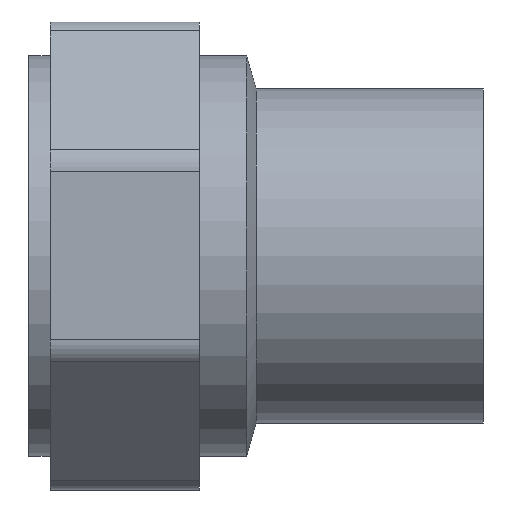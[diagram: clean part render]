
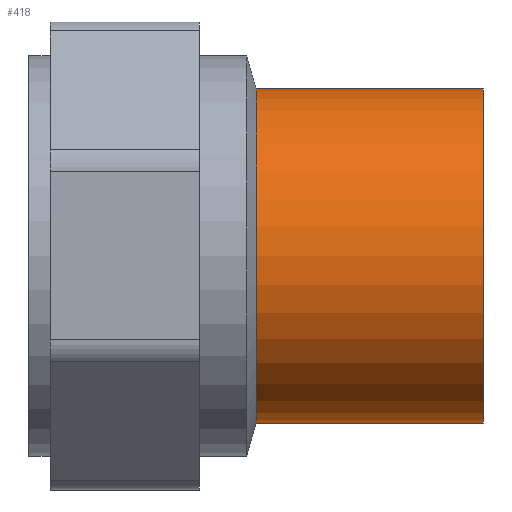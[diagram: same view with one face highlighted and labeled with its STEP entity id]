
A CAD part, top view. The second image highlights one B-rep face of the part: STEP entity #418.
In plain terms, the highlighted cylindrical face has radius 25 mm (diameter 50 mm), a partial arc.
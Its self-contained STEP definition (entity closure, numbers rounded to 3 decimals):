
#336 = VERTEX_POINT( '', #745 );
#350 = EDGE_CURVE( '', #444, #560, #760, .T. );
#394 = VERTEX_POINT( '', #811 );
#418 = ADVANCED_FACE( '', ( #838 ), #839, .T. );
#444 = VERTEX_POINT( '', #867 );
#470 = EDGE_CURVE( '', #394, #336, #895, .T. );
#554 = EDGE_CURVE( '', #336, #444, #988, .T. );
#560 = VERTEX_POINT( '', #996 );
#588 = EDGE_CURVE( '', #394, #560, #1026, .T. );
#745 = CARTESIAN_POINT( '', ( 0., -25., 0. ) );
#760 = LINE( '', #1244, #1245 );
#811 = CARTESIAN_POINT( '', ( -34., -25., 0. ) );
#838 = FACE_OUTER_BOUND( '', #1340, .T. );
#839 = CYLINDRICAL_SURFACE( '', #1341, 25. );
#867 = CARTESIAN_POINT( '', ( 0., 25., 0. ) );
#895 = LINE( '', #1421, #1422 );
#988 = CIRCLE( '', #1546, 25. );
#996 = CARTESIAN_POINT( '', ( -34., 25., 0. ) );
#1026 = CIRCLE( '', #1597, 25. );
#1244 = CARTESIAN_POINT( '', ( -17., 25., 0. ) );
#1245 = VECTOR( '', #1765, 1. );
#1340 = EDGE_LOOP( '', ( #1866, #1867, #1868, #1869 ) );
#1341 = AXIS2_PLACEMENT_3D( '', #1870, #1871, #1872 );
#1421 = CARTESIAN_POINT( '', ( -17., -25., 0. ) );
#1422 = VECTOR( '', #1940, 1. );
#1546 = AXIS2_PLACEMENT_3D( '', #2053, #2054, #2055 );
#1597 = AXIS2_PLACEMENT_3D( '', #2103, #2104, #2105 );
#1765 = DIRECTION( '', ( -1., 0., 0. ) );
#1866 = ORIENTED_EDGE( '', *, *, #350, .T. );
#1867 = ORIENTED_EDGE( '', *, *, #588, .F. );
#1868 = ORIENTED_EDGE( '', *, *, #470, .T. );
#1869 = ORIENTED_EDGE( '', *, *, #554, .T. );
#1870 = CARTESIAN_POINT( '', ( -17., 0., 0. ) );
#1871 = DIRECTION( '', ( 1., 0., 0. ) );
#1872 = DIRECTION( '', ( 0., 1., 0. ) );
#1940 = DIRECTION( '', ( 1., 0., 0. ) );
#2053 = CARTESIAN_POINT( '', ( 0., 0., 0. ) );
#2054 = DIRECTION( '', ( -1., 0., 0. ) );
#2055 = DIRECTION( '', ( 0., 1., 0. ) );
#2103 = CARTESIAN_POINT( '', ( -34., 0., 0. ) );
#2104 = DIRECTION( '', ( -1., 0., 0. ) );
#2105 = DIRECTION( '', ( 0., 1., 0. ) );
